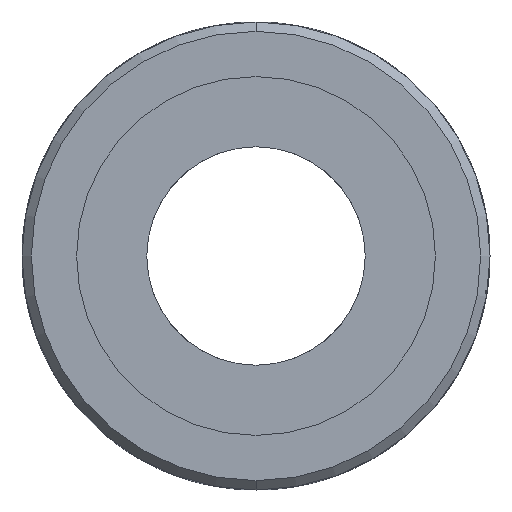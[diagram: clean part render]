
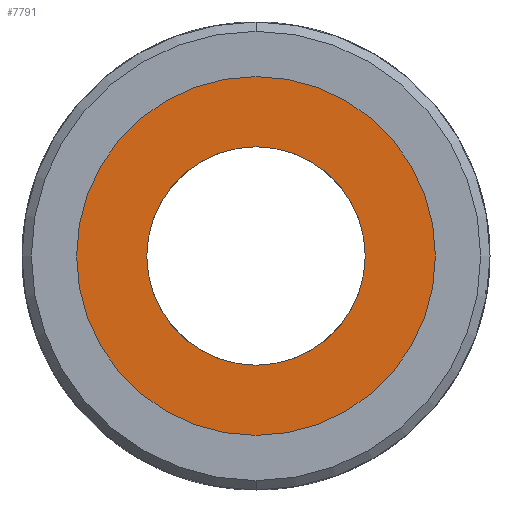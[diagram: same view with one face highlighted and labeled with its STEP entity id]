
A CAD part, front view. The second image highlights one B-rep face of the part: STEP entity #7791.
In plain terms, the highlighted planar face has unit normal (0, -1, 0).
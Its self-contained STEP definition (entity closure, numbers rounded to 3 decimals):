
#177 = ORIENTED_EDGE ( 'NONE', *, *, #5592, .F. ) ;
#583 = EDGE_CURVE ( 'NONE', #3857, #2128, #5778, .T. ) ;
#600 = DIRECTION ( 'NONE',  ( 0., 0., -1. ) ) ;
#704 = DIRECTION ( 'NONE',  ( 0., 0., -1. ) ) ;
#796 = DIRECTION ( 'NONE',  ( 0., 0., 1. ) ) ;
#817 = DIRECTION ( 'NONE',  ( 0., 0., 1. ) ) ;
#1089 = CARTESIAN_POINT ( 'NONE',  ( 0., -147.75, -6.45 ) ) ;
#1397 = FACE_BOUND ( 'NONE', #5531, .T. ) ;
#1703 = ORIENTED_EDGE ( 'NONE', *, *, #583, .T. ) ;
#1834 = CARTESIAN_POINT ( 'NONE',  ( 0., -147.75, 0. ) ) ;
#1973 = EDGE_CURVE ( 'NONE', #5780, #7113, #3772, .T. ) ;
#2128 = VERTEX_POINT ( 'NONE', #7260 ) ;
#2320 = CIRCLE ( 'NONE', #4574, 3.5 ) ;
#2518 = AXIS2_PLACEMENT_3D ( 'NONE', #4461, #6858, #600 ) ;
#2671 = DIRECTION ( 'NONE',  ( 0., 1., 0. ) ) ;
#2693 = AXIS2_PLACEMENT_3D ( 'NONE', #6205, #2671, #796 ) ;
#3173 = DIRECTION ( 'NONE',  ( 0., -1., 0. ) ) ;
#3723 = CARTESIAN_POINT ( 'NONE',  ( 0., -147.75, 3.5 ) ) ;
#3772 = CIRCLE ( 'NONE', #6160, 3.5 ) ;
#3782 = DIRECTION ( 'NONE',  ( 0., -1., 0. ) ) ;
#3801 = FACE_OUTER_BOUND ( 'NONE', #4454, .T. ) ;
#3857 = VERTEX_POINT ( 'NONE', #1089 ) ;
#3942 = CARTESIAN_POINT ( 'NONE',  ( 0., -147.75, 0. ) ) ;
#4454 = EDGE_LOOP ( 'NONE', ( #1703, #4831 ) ) ;
#4461 = CARTESIAN_POINT ( 'NONE',  ( 0., -147.75, 0. ) ) ;
#4574 = AXIS2_PLACEMENT_3D ( 'NONE', #3942, #3782, #817 ) ;
#4624 = DIRECTION ( 'NONE',  ( 0., 0., 1. ) ) ;
#4831 = ORIENTED_EDGE ( 'NONE', *, *, #5219, .T. ) ;
#5219 = EDGE_CURVE ( 'NONE', #2128, #3857, #5822, .T. ) ;
#5531 = EDGE_LOOP ( 'NONE', ( #177, #7008 ) ) ;
#5592 = EDGE_CURVE ( 'NONE', #7113, #5780, #2320, .T. ) ;
#5778 = CIRCLE ( 'NONE', #2518, 6.45 ) ;
#5780 = VERTEX_POINT ( 'NONE', #3723 ) ;
#5803 = CARTESIAN_POINT ( 'NONE',  ( 0., -147.75, 0. ) ) ;
#5822 = CIRCLE ( 'NONE', #7465, 6.45 ) ;
#6160 = AXIS2_PLACEMENT_3D ( 'NONE', #5803, #6987, #4624 ) ;
#6205 = CARTESIAN_POINT ( 'NONE',  ( 0., -147.75, 0. ) ) ;
#6242 = PLANE ( 'NONE',  #2693 ) ;
#6697 = CARTESIAN_POINT ( 'NONE',  ( 0., -147.75, -3.5 ) ) ;
#6858 = DIRECTION ( 'NONE',  ( 0., -1., 0. ) ) ;
#6987 = DIRECTION ( 'NONE',  ( 0., -1., 0. ) ) ;
#7008 = ORIENTED_EDGE ( 'NONE', *, *, #1973, .F. ) ;
#7113 = VERTEX_POINT ( 'NONE', #6697 ) ;
#7260 = CARTESIAN_POINT ( 'NONE',  ( 0., -147.75, 6.45 ) ) ;
#7465 = AXIS2_PLACEMENT_3D ( 'NONE', #1834, #3173, #704 ) ;
#7791 = ADVANCED_FACE ( 'NONE', ( #1397, #3801 ), #6242, .F. ) ;
